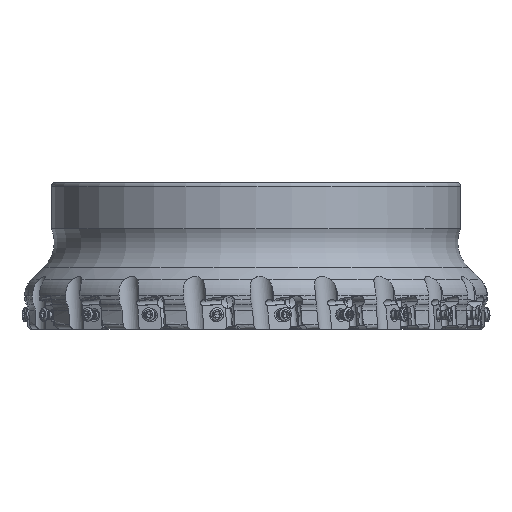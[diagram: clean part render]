
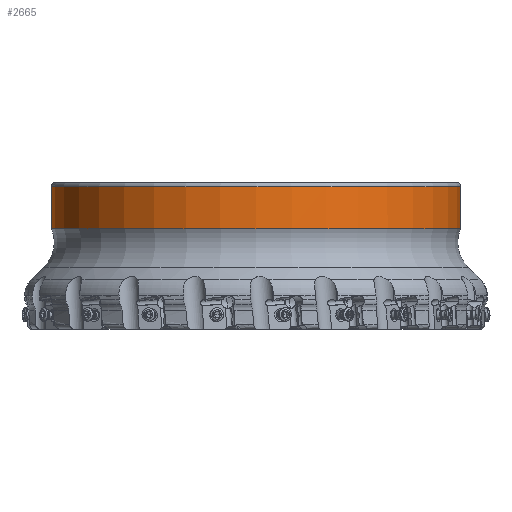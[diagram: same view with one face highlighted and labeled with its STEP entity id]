
A CAD part, front view. The second image highlights one B-rep face of the part: STEP entity #2665.
In plain terms, the highlighted cylindrical face has radius 87.5 mm (diameter 175 mm), a partial arc.
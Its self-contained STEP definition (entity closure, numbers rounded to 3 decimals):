
#2665=ADVANCED_FACE('',(#5058),#4332,.T.);
#4332=CYLINDRICAL_SURFACE('',#30615,87.5);
#5058=FACE_OUTER_BOUND('',#6682,.T.);
#6682=EDGE_LOOP('',(#11384,#11385,#11386,#11387,#11388));
#8403=LINE('',#42685,#9891);
#8404=LINE('',#42689,#9892);
#9891=VECTOR('',#34228,1.);
#9892=VECTOR('',#34231,1.);
#11384=ORIENTED_EDGE('',*,*,#23762,.T.);
#11385=ORIENTED_EDGE('',*,*,#23759,.T.);
#11386=ORIENTED_EDGE('',*,*,#23763,.T.);
#11387=ORIENTED_EDGE('',*,*,#23764,.T.);
#11388=ORIENTED_EDGE('',*,*,#23761,.T.);
#20687=VERTEX_POINT('',#42681);
#20689=VERTEX_POINT('',#42684);
#20690=VERTEX_POINT('',#42686);
#20691=VERTEX_POINT('',#42688);
#20692=VERTEX_POINT('',#42693);
#23759=EDGE_CURVE('',#20690,#20689,#8403,.T.);
#23761=EDGE_CURVE('',#20687,#20691,#8404,.T.);
#23762=EDGE_CURVE('',#20691,#20690,#28414,.T.);
#23763=EDGE_CURVE('',#20689,#20692,#28415,.T.);
#23764=EDGE_CURVE('',#20692,#20687,#28416,.T.);
#28414=CIRCLE('',#30612,87.5);
#28415=CIRCLE('',#30613,87.5);
#28416=CIRCLE('',#30614,87.5);
#30612=AXIS2_PLACEMENT_3D('',#42691,#34234,#34235);
#30613=AXIS2_PLACEMENT_3D('',#42692,#34236,#34237);
#30614=AXIS2_PLACEMENT_3D('',#42694,#34238,#34239);
#30615=AXIS2_PLACEMENT_3D('',#42695,#34240,#34241);
#34228=DIRECTION('',(0.,0.,1.));
#34231=DIRECTION('',(0.,0.,-1.));
#34234=DIRECTION('',(0.,0.,1.));
#34235=DIRECTION('',(-1.,0.,0.));
#34236=DIRECTION('',(0.,0.,-1.));
#34237=DIRECTION('',(1.,0.,0.));
#34238=DIRECTION('',(0.,0.,-1.));
#34239=DIRECTION('',(1.,0.,0.));
#34240=DIRECTION('',(0.,0.,-1.));
#34241=DIRECTION('',(-1.,0.,0.));
#42681=CARTESIAN_POINT('',(-87.5,0.,-1.7));
#42684=CARTESIAN_POINT('',(87.5,0.,-1.7));
#42685=CARTESIAN_POINT('',(87.5,0.,-19.7));
#42686=CARTESIAN_POINT('',(87.5,0.,-19.7));
#42688=CARTESIAN_POINT('',(-87.5,0.,-19.7));
#42689=CARTESIAN_POINT('',(-87.5,0.,-1.7));
#42691=CARTESIAN_POINT('',(0.,0.,-19.7));
#42692=CARTESIAN_POINT('',(0.,0.,-1.7));
#42693=CARTESIAN_POINT('',(87.5,-0.022,-1.7));
#42694=CARTESIAN_POINT('',(0.,0.,-1.7));
#42695=CARTESIAN_POINT('',(0.,0.,-1.34));
